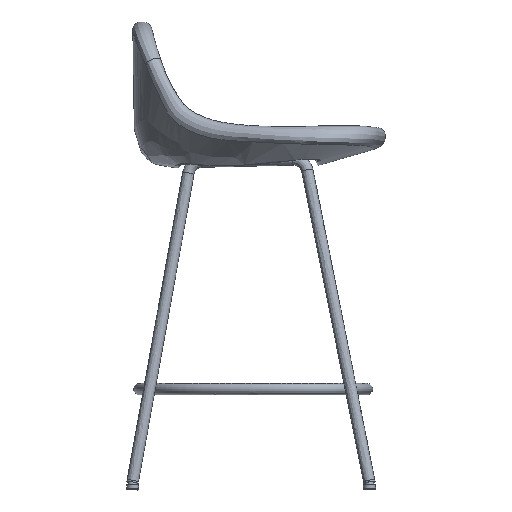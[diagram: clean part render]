
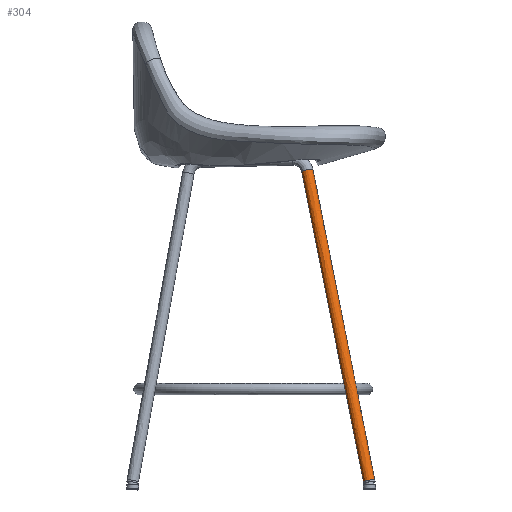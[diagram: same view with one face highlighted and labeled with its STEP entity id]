
A CAD part, left-side view. The second image highlights one B-rep face of the part: STEP entity #304.
In plain terms, the highlighted free-form (B-spline) face has degree [2, 3] with [9, 4] control points.
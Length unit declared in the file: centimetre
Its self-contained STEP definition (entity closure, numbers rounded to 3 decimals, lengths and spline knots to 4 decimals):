
#304=ADVANCED_FACE('',(#398),#1276,.T.);
#398=FACE_OUTER_BOUND('',#492,.T.);
#492=EDGE_LOOP('',(#641,#642,#643,#644));
#641=ORIENTED_EDGE('',*,*,#933,.T.);
#642=ORIENTED_EDGE('',*,*,#932,.T.);
#643=ORIENTED_EDGE('',*,*,#927,.F.);
#644=ORIENTED_EDGE('',*,*,#932,.F.);
#927=EDGE_CURVE('',#1188,#1188,#1076,.T.);
#932=EDGE_CURVE('',#1190,#1188,#1081,.T.);
#933=EDGE_CURVE('',#1190,#1190,#1082,.T.);
#1076=(
BOUNDED_CURVE()
B_SPLINE_CURVE(2,(#3350,#3351,#3352,#3353,#3354,#3355,#3356,#3357,#3358),
 .UNSPECIFIED.,.T.,.F.)
B_SPLINE_CURVE_WITH_KNOTS((3,2,2,2,3),(0.,15.708,31.4159,
47.1239,62.8319),.UNSPECIFIED.)
CURVE()
GEOMETRIC_REPRESENTATION_ITEM()
RATIONAL_B_SPLINE_CURVE((1.,0.707,1.,0.707,1.,0.707,
1.,0.707,1.))
REPRESENTATION_ITEM('')
);
#1081=(
BOUNDED_CURVE()
B_SPLINE_CURVE(3,(#3394,#3395,#3396,#3397),.UNSPECIFIED.,.F.,.F.)
B_SPLINE_CURVE_WITH_KNOTS((4,4),(0.,555.5992),.UNSPECIFIED.)
CURVE()
GEOMETRIC_REPRESENTATION_ITEM()
RATIONAL_B_SPLINE_CURVE((1.,1.,1.,1.))
REPRESENTATION_ITEM('')
);
#1082=(
BOUNDED_CURVE()
B_SPLINE_CURVE(2,(#3398,#3399,#3400,#3401,#3402,#3403,#3404,#3405,#3406,
#3407,#3408,#3409,#3410),.UNSPECIFIED.,.T.,.F.)
B_SPLINE_CURVE_WITH_KNOTS((3,2,2,2,2,2,3),(0.,0.6006,15.708,
31.4159,32.2203,47.1239,62.8319),
 .UNSPECIFIED.)
CURVE()
GEOMETRIC_REPRESENTATION_ITEM()
RATIONAL_B_SPLINE_CURVE((1.,0.989,0.978,0.718,
1.,0.707,1.,0.985,0.972,
0.722,1.,0.707,1.))
REPRESENTATION_ITEM('')
);
#1188=VERTEX_POINT('',#3324);
#1190=VERTEX_POINT('',#3326);
#1276=(
BOUNDED_SURFACE()
B_SPLINE_SURFACE(2,3,((#3286,#3287,#3288,#3289),(#3290,#3291,#3292,#3293),
(#3294,#3295,#3296,#3297),(#3298,#3299,#3300,#3301),(#3302,#3303,#3304,
#3305),(#3306,#3307,#3308,#3309),(#3310,#3311,#3312,#3313),(#3314,#3315,
#3316,#3317),(#3318,#3319,#3320,#3321)),.UNSPECIFIED.,.T.,.F.,.F.)
B_SPLINE_SURFACE_WITH_KNOTS((3,2,2,2,3),(4,4),(0.,15.708,31.4159,
47.1239,62.8319),(0.,555.5992),.UNSPECIFIED.)
GEOMETRIC_REPRESENTATION_ITEM()
RATIONAL_B_SPLINE_SURFACE(((1.,1.,1.,1.),(0.707,
0.707,0.707,0.707),(1.,1.,1.,
1.),(0.707,0.707,0.707,0.707),
(1.,1.,1.,1.),(0.707,0.707,0.707,
0.707),(1.,1.,1.,1.),(0.707,0.707,
0.707,0.707),(1.,1.,1.,1.)))
REPRESENTATION_ITEM('')
SURFACE()
);
#3286=CARTESIAN_POINT('',(-19.5838,-0.4081,-16.1818));
#3287=CARTESIAN_POINT('',(-17.4095,3.1879,1.8543));
#3288=CARTESIAN_POINT('',(-15.2353,6.7841,19.8907));
#3289=CARTESIAN_POINT('',(-13.061,10.3802,37.9268));
#3290=CARTESIAN_POINT('',(-20.5769,-0.3851,-16.0666));
#3291=CARTESIAN_POINT('',(-18.4019,3.2122,1.9758));
#3292=CARTESIAN_POINT('',(-16.2268,6.8096,20.0186));
#3293=CARTESIAN_POINT('',(-14.0518,10.407,38.061));
#3294=CARTESIAN_POINT('',(-20.5769,-1.3658,-15.8711));
#3295=CARTESIAN_POINT('',(-18.4018,2.2316,2.172));
#3296=CARTESIAN_POINT('',(-16.2266,5.8291,20.2155));
#3297=CARTESIAN_POINT('',(-14.0516,9.4265,38.2586));
#3298=CARTESIAN_POINT('',(-20.5769,-2.3465,-15.6756));
#3299=CARTESIAN_POINT('',(-18.4017,1.251,2.3683));
#3300=CARTESIAN_POINT('',(-16.2265,4.8486,20.4124));
#3301=CARTESIAN_POINT('',(-14.0513,8.446,38.4563));
#3302=CARTESIAN_POINT('',(-19.5838,-2.3695,-15.7907));
#3303=CARTESIAN_POINT('',(-17.4094,1.2268,2.2468));
#3304=CARTESIAN_POINT('',(-15.2349,4.8231,20.2846));
#3305=CARTESIAN_POINT('',(-13.0605,8.4193,38.3221));
#3306=CARTESIAN_POINT('',(-18.5907,-2.3924,-15.9058));
#3307=CARTESIAN_POINT('',(-16.4171,1.2026,2.1253));
#3308=CARTESIAN_POINT('',(-14.2434,4.7976,20.1568));
#3309=CARTESIAN_POINT('',(-12.0697,8.3925,38.1879));
#3310=CARTESIAN_POINT('',(-18.5907,-1.4117,-16.1014));
#3311=CARTESIAN_POINT('',(-16.4171,2.1831,1.9291));
#3312=CARTESIAN_POINT('',(-14.2435,5.7781,19.9598));
#3313=CARTESIAN_POINT('',(-12.07,9.373,37.9902));
#3314=CARTESIAN_POINT('',(-18.5907,-0.431,-16.2969));
#3315=CARTESIAN_POINT('',(-16.4172,3.1637,1.7328));
#3316=CARTESIAN_POINT('',(-14.2437,6.7586,19.7629));
#3317=CARTESIAN_POINT('',(-12.0703,10.3534,37.7926));
#3318=CARTESIAN_POINT('',(-19.5838,-0.4081,-16.1818));
#3319=CARTESIAN_POINT('',(-17.4095,3.1879,1.8543));
#3320=CARTESIAN_POINT('',(-15.2353,6.7841,19.8907));
#3321=CARTESIAN_POINT('',(-13.061,10.3802,37.9268));
#3324=CARTESIAN_POINT('',(-13.061,10.3802,37.9268));
#3326=CARTESIAN_POINT('',(-19.5838,-0.4081,-16.1818));
#3350=CARTESIAN_POINT('',(-13.061,10.3802,37.9268));
#3351=CARTESIAN_POINT('',(-14.0518,10.407,38.061));
#3352=CARTESIAN_POINT('',(-14.0516,9.4265,38.2586));
#3353=CARTESIAN_POINT('',(-14.0513,8.446,38.4563));
#3354=CARTESIAN_POINT('',(-13.0605,8.4193,38.3221));
#3355=CARTESIAN_POINT('',(-12.0697,8.3925,38.1879));
#3356=CARTESIAN_POINT('',(-12.07,9.373,37.9902));
#3357=CARTESIAN_POINT('',(-12.0703,10.3534,37.7926));
#3358=CARTESIAN_POINT('',(-13.061,10.3802,37.9268));
#3394=CARTESIAN_POINT('',(-19.5838,-0.4081,-16.1818));
#3395=CARTESIAN_POINT('',(-17.4095,3.1879,1.8543));
#3396=CARTESIAN_POINT('',(-15.2353,6.7841,19.8907));
#3397=CARTESIAN_POINT('',(-13.061,10.3802,37.9268));
#3398=CARTESIAN_POINT('',(-19.5838,-0.4081,-16.1818));
#3399=CARTESIAN_POINT('',(-19.611,-0.4075,-16.1786));
#3400=CARTESIAN_POINT('',(-19.6381,-0.4083,-16.1752));
#3401=CARTESIAN_POINT('',(-20.5769,-0.4374,-16.0562));
#3402=CARTESIAN_POINT('',(-20.5769,-1.3658,-15.8711));
#3403=CARTESIAN_POINT('',(-20.5769,-2.3465,-15.6756));
#3404=CARTESIAN_POINT('',(-19.5838,-2.3695,-15.7907));
#3405=CARTESIAN_POINT('',(-19.5473,-2.3703,-15.7949));
#3406=CARTESIAN_POINT('',(-19.5109,-2.3685,-15.7997));
#3407=CARTESIAN_POINT('',(-18.5907,-2.3229,-15.9197));
#3408=CARTESIAN_POINT('',(-18.5907,-1.4117,-16.1014));
#3409=CARTESIAN_POINT('',(-18.5907,-0.431,-16.2969));
#3410=CARTESIAN_POINT('',(-19.5838,-0.4081,-16.1818));
